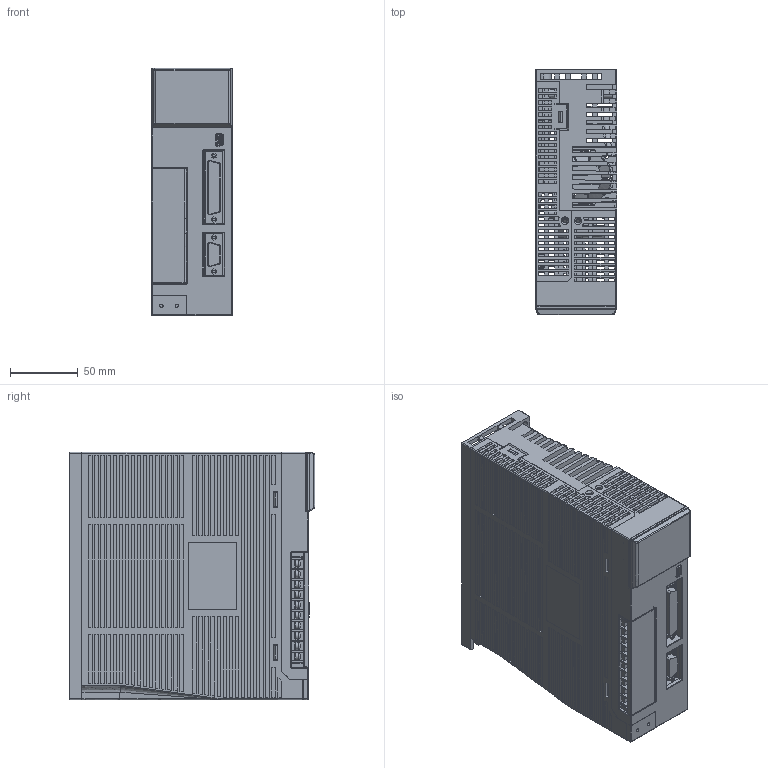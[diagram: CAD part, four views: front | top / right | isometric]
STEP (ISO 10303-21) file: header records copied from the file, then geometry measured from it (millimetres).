
FILE_DESCRIPTION(/* description */ (''),/* implementation_level */ '2;1');
FILE_NAME(/* name */ 'DS5F-20P7-PTA-官网图',/* time_stamp */ '2022-09-22T17:51:55+08:00',/* author */ (''),/* organization */ (''),/* preprocessor_version */ 'ST-DEVELOPER v15',/* originating_system */ '',/* authorisation */ '');
FILE_SCHEMA (('AUTOMOTIVE_DESIGN'));
Products named in the file (1): Document
Bounding box: 60.18 x 181.59 x 183.19 mm (x, y, z)
Volume: 0.5 mm3; surface area: 361102.1 mm2
Topology: 1 solids, 3713 shells, 3716 faces, 22669 edges, 22636 vertices
Faces by surface type: plane 2668, bspline 1048
Entity records: 226337 total; most frequent: CARTESIAN_POINT 108021, ORIENTED_EDGE 22649, EDGE_CURVE 22641, VERTEX_POINT 22636, B_SPLINE_CURVE_WITH_KNOTS 18933, EDGE_LOOP 4231, ADVANCED_FACE 3716, FACE_OUTER_BOUND 3716
